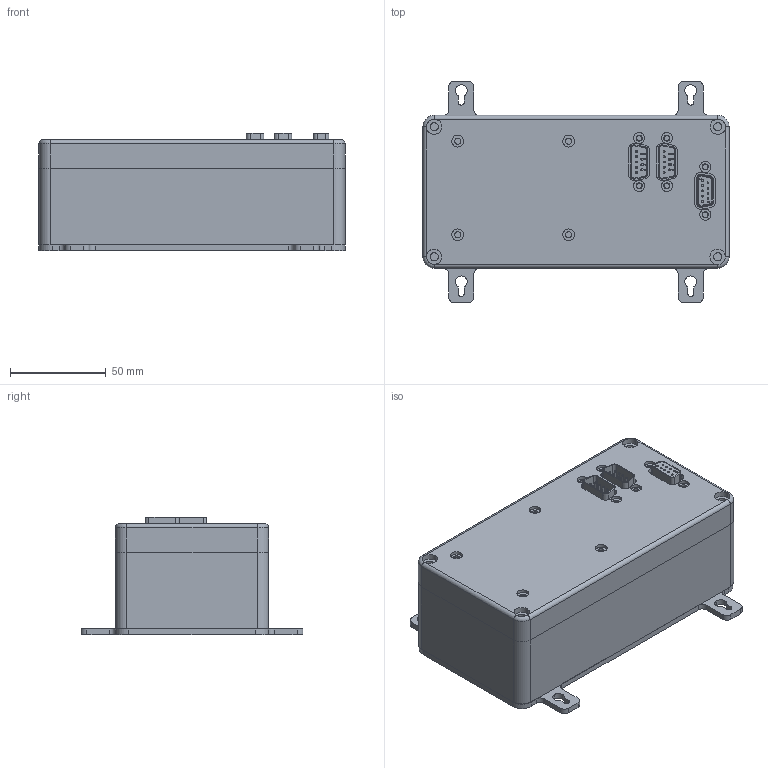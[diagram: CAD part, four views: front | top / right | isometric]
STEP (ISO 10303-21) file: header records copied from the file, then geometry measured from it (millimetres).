
FILE_DESCRIPTION (( 'STEP AP214' ), '1' );
FILE_NAME ('Áîðòîâîé êîìïüþòåð óïðàâëåíèÿ_WS16.STEP', '2019-11-14T23:33:06', ( '' ), ( '' ), 'SwSTEP 2.0', 'SolidWorks 2018', '' );
FILE_SCHEMA (( 'AUTOMOTIVE_DESIGN' ));
Length unit declared in the file: millimetre
Products named in the file (1): Áîðòîâîé êîìïüþòåð óïðàâëåíèÿ_WS16
Bounding box: 160 x 116 x 61.4 mm (x, y, z)
Volume: 213918.3 mm3; surface area: 143819.6 mm2
Topology: 24 solids, 24 shells, 689 faces, 1866 edges, 1250 vertices
Faces by surface type: cylinder 342, plane 273, sphere 36, bspline 34, torus 4
Entity records: 31898 total; most frequent: CARTESIAN_POINT 6564, DIRECTION 3720, ORIENTED_EDGE 3588, EDGE_CURVE 1794, AXIS2_PLACEMENT_3D 1424, VERTEX_POINT 1214, LINE 872, VECTOR 872
